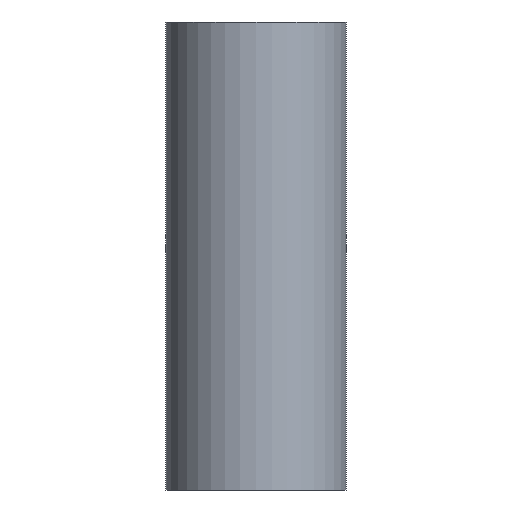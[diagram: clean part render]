
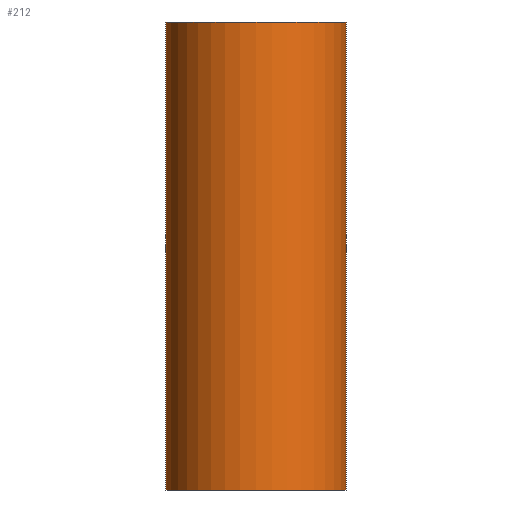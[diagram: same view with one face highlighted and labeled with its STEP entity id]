
A CAD part, left-side view. The second image highlights one B-rep face of the part: STEP entity #212.
In plain terms, the highlighted cylindrical face has radius 13.1 mm (diameter 26.2 mm), a full revolution.
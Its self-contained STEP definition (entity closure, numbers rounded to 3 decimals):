
#32=CYLINDRICAL_SURFACE('',#250,13.1);
#42=FACE_OUTER_BOUND('',#59,.T.);
#59=EDGE_LOOP('',(#171,#172,#173,#174));
#79=LINE('',#373,#89);
#89=VECTOR('',#304,13.1);
#98=CIRCLE('',#244,13.1);
#102=CIRCLE('',#251,13.1);
#114=VERTEX_POINT('',#358);
#118=VERTEX_POINT('',#371);
#132=EDGE_CURVE('',#114,#114,#98,.T.);
#138=EDGE_CURVE('',#118,#118,#102,.T.);
#139=EDGE_CURVE('',#118,#114,#79,.T.);
#171=ORIENTED_EDGE('',*,*,#138,.F.);
#172=ORIENTED_EDGE('',*,*,#139,.T.);
#173=ORIENTED_EDGE('',*,*,#132,.F.);
#174=ORIENTED_EDGE('',*,*,#139,.F.);
#212=ADVANCED_FACE('',(#42),#32,.T.);
#244=AXIS2_PLACEMENT_3D('',#359,#286,#287);
#250=AXIS2_PLACEMENT_3D('',#370,#300,#301);
#251=AXIS2_PLACEMENT_3D('',#372,#302,#303);
#286=DIRECTION('center_axis',(0.,0.,-1.));
#287=DIRECTION('ref_axis',(1.,0.,0.));
#300=DIRECTION('center_axis',(0.,0.,1.));
#301=DIRECTION('ref_axis',(1.,0.,0.));
#302=DIRECTION('center_axis',(0.,0.,1.));
#303=DIRECTION('ref_axis',(1.,0.,0.));
#304=DIRECTION('',(0.,0.,-1.));
#358=CARTESIAN_POINT('',(-93.1,20.,-34.));
#359=CARTESIAN_POINT('Origin',(-80.,20.,-34.));
#370=CARTESIAN_POINT('Origin',(-80.,20.,-33.));
#371=CARTESIAN_POINT('',(-93.1,20.,34.));
#372=CARTESIAN_POINT('Origin',(-80.,20.,34.));
#373=CARTESIAN_POINT('',(-93.1,20.,-33.));
